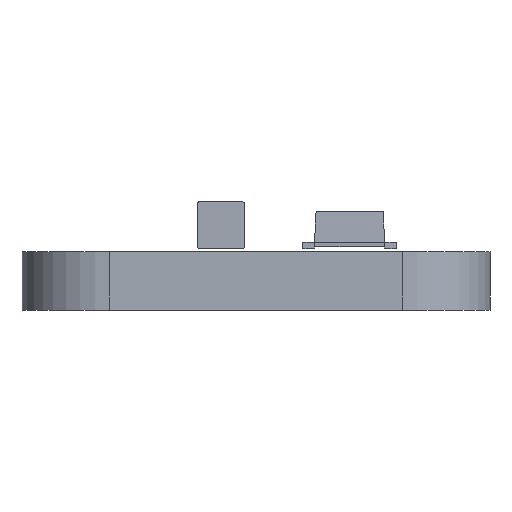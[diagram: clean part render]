
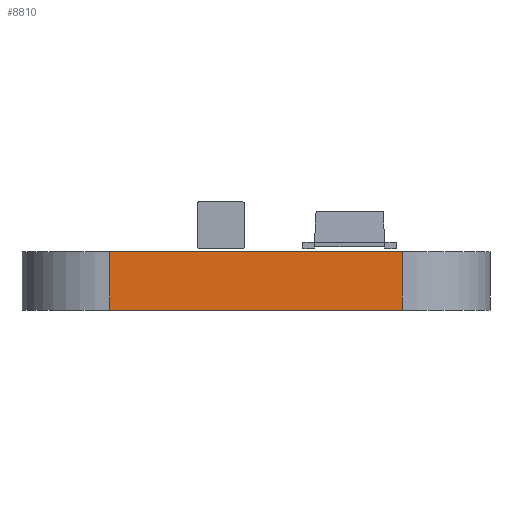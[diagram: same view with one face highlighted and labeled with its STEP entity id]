
A CAD part, left-side view. The second image highlights one B-rep face of the part: STEP entity #8810.
In plain terms, the highlighted planar face has unit normal (-1, 0, 0).
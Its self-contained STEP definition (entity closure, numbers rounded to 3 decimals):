
#7967 = PLANE('',#7968);
#7968 = AXIS2_PLACEMENT_3D('',#7969,#7970,#7971);
#7969 = CARTESIAN_POINT('',(6.5,4.,1.));
#7970 = DIRECTION('',(0.,0.,1.));
#7971 = DIRECTION('',(1.,0.,0.));
#8022 = PLANE('',#8023);
#8023 = AXIS2_PLACEMENT_3D('',#8024,#8025,#8026);
#8024 = CARTESIAN_POINT('',(6.5,4.,0.));
#8025 = DIRECTION('',(0.,0.,1.));
#8026 = DIRECTION('',(1.,0.,0.));
#8153 = CYLINDRICAL_SURFACE('',#8154,1.5);
#8154 = AXIS2_PLACEMENT_3D('',#8155,#8156,#8157);
#8155 = CARTESIAN_POINT('',(1.5,6.5,0.));
#8156 = DIRECTION('',(0.,0.,-1.));
#8157 = DIRECTION('',(1.,0.,0.));
#8192 = VERTEX_POINT('',#8193);
#8193 = CARTESIAN_POINT('',(0.,6.5,0.));
#8215 = EDGE_CURVE('',#8192,#8216,#8218,.T.);
#8216 = VERTEX_POINT('',#8217);
#8217 = CARTESIAN_POINT('',(0.,1.5,0.));
#8218 = SURFACE_CURVE('',#8219,(#8223,#8230),.PCURVE_S1.);
#8219 = LINE('',#8220,#8221);
#8220 = CARTESIAN_POINT('',(0.,6.5,0.));
#8221 = VECTOR('',#8222,1.);
#8222 = DIRECTION('',(0.,-1.,0.));
#8223 = PCURVE('',#8022,#8224);
#8224 = DEFINITIONAL_REPRESENTATION('',(#8225),#8229);
#8225 = LINE('',#8226,#8227);
#8226 = CARTESIAN_POINT('',(-6.5,2.5));
#8227 = VECTOR('',#8228,1.);
#8228 = DIRECTION('',(0.,-1.));
#8229 = ( GEOMETRIC_REPRESENTATION_CONTEXT(2) 
PARAMETRIC_REPRESENTATION_CONTEXT() REPRESENTATION_CONTEXT('2D SPACE',''
  ) );
#8230 = PCURVE('',#8231,#8236);
#8231 = PLANE('',#8232);
#8232 = AXIS2_PLACEMENT_3D('',#8233,#8234,#8235);
#8233 = CARTESIAN_POINT('',(0.,6.5,0.));
#8234 = DIRECTION('',(1.,0.,0.));
#8235 = DIRECTION('',(0.,-1.,0.));
#8236 = DEFINITIONAL_REPRESENTATION('',(#8237),#8241);
#8237 = LINE('',#8238,#8239);
#8238 = CARTESIAN_POINT('',(0.,0.));
#8239 = VECTOR('',#8240,1.);
#8240 = DIRECTION('',(1.,0.));
#8241 = ( GEOMETRIC_REPRESENTATION_CONTEXT(2) 
PARAMETRIC_REPRESENTATION_CONTEXT() REPRESENTATION_CONTEXT('2D SPACE',''
  ) );
#8260 = CYLINDRICAL_SURFACE('',#8261,1.5);
#8261 = AXIS2_PLACEMENT_3D('',#8262,#8263,#8264);
#8262 = CARTESIAN_POINT('',(1.5,1.5,0.));
#8263 = DIRECTION('',(0.,0.,-1.));
#8264 = DIRECTION('',(1.,0.,0.));
#8484 = VERTEX_POINT('',#8485);
#8485 = CARTESIAN_POINT('',(0.,6.5,1.));
#8507 = EDGE_CURVE('',#8484,#8508,#8510,.T.);
#8508 = VERTEX_POINT('',#8509);
#8509 = CARTESIAN_POINT('',(0.,1.5,1.));
#8510 = SURFACE_CURVE('',#8511,(#8515,#8522),.PCURVE_S1.);
#8511 = LINE('',#8512,#8513);
#8512 = CARTESIAN_POINT('',(0.,6.5,1.));
#8513 = VECTOR('',#8514,1.);
#8514 = DIRECTION('',(0.,-1.,0.));
#8515 = PCURVE('',#7967,#8516);
#8516 = DEFINITIONAL_REPRESENTATION('',(#8517),#8521);
#8517 = LINE('',#8518,#8519);
#8518 = CARTESIAN_POINT('',(-6.5,2.5));
#8519 = VECTOR('',#8520,1.);
#8520 = DIRECTION('',(0.,-1.));
#8521 = ( GEOMETRIC_REPRESENTATION_CONTEXT(2) 
PARAMETRIC_REPRESENTATION_CONTEXT() REPRESENTATION_CONTEXT('2D SPACE',''
  ) );
#8522 = PCURVE('',#8231,#8523);
#8523 = DEFINITIONAL_REPRESENTATION('',(#8524),#8528);
#8524 = LINE('',#8525,#8526);
#8525 = CARTESIAN_POINT('',(0.,-1.));
#8526 = VECTOR('',#8527,1.);
#8527 = DIRECTION('',(1.,0.));
#8528 = ( GEOMETRIC_REPRESENTATION_CONTEXT(2) 
PARAMETRIC_REPRESENTATION_CONTEXT() REPRESENTATION_CONTEXT('2D SPACE',''
  ) );
#8762 = EDGE_CURVE('',#8192,#8484,#8763,.T.);
#8763 = SURFACE_CURVE('',#8764,(#8768,#8775),.PCURVE_S1.);
#8764 = LINE('',#8765,#8766);
#8765 = CARTESIAN_POINT('',(0.,6.5,0.));
#8766 = VECTOR('',#8767,1.);
#8767 = DIRECTION('',(0.,0.,1.));
#8768 = PCURVE('',#8153,#8769);
#8769 = DEFINITIONAL_REPRESENTATION('',(#8770),#8774);
#8770 = LINE('',#8771,#8772);
#8771 = CARTESIAN_POINT('',(-3.142,0.));
#8772 = VECTOR('',#8773,1.);
#8773 = DIRECTION('',(0.,-1.));
#8774 = ( GEOMETRIC_REPRESENTATION_CONTEXT(2) 
PARAMETRIC_REPRESENTATION_CONTEXT() REPRESENTATION_CONTEXT('2D SPACE',''
  ) );
#8775 = PCURVE('',#8231,#8776);
#8776 = DEFINITIONAL_REPRESENTATION('',(#8777),#8781);
#8777 = LINE('',#8778,#8779);
#8778 = CARTESIAN_POINT('',(0.,0.));
#8779 = VECTOR('',#8780,1.);
#8780 = DIRECTION('',(0.,-1.));
#8781 = ( GEOMETRIC_REPRESENTATION_CONTEXT(2) 
PARAMETRIC_REPRESENTATION_CONTEXT() REPRESENTATION_CONTEXT('2D SPACE',''
  ) );
#8810 = ADVANCED_FACE('',(#8811),#8231,.F.);
#8811 = FACE_BOUND('',#8812,.F.);
#8812 = EDGE_LOOP('',(#8813,#8814,#8815,#8836));
#8813 = ORIENTED_EDGE('',*,*,#8762,.T.);
#8814 = ORIENTED_EDGE('',*,*,#8507,.T.);
#8815 = ORIENTED_EDGE('',*,*,#8816,.F.);
#8816 = EDGE_CURVE('',#8216,#8508,#8817,.T.);
#8817 = SURFACE_CURVE('',#8818,(#8822,#8829),.PCURVE_S1.);
#8818 = LINE('',#8819,#8820);
#8819 = CARTESIAN_POINT('',(0.,1.5,0.));
#8820 = VECTOR('',#8821,1.);
#8821 = DIRECTION('',(0.,0.,1.));
#8822 = PCURVE('',#8231,#8823);
#8823 = DEFINITIONAL_REPRESENTATION('',(#8824),#8828);
#8824 = LINE('',#8825,#8826);
#8825 = CARTESIAN_POINT('',(5.,0.));
#8826 = VECTOR('',#8827,1.);
#8827 = DIRECTION('',(0.,-1.));
#8828 = ( GEOMETRIC_REPRESENTATION_CONTEXT(2) 
PARAMETRIC_REPRESENTATION_CONTEXT() REPRESENTATION_CONTEXT('2D SPACE',''
  ) );
#8829 = PCURVE('',#8260,#8830);
#8830 = DEFINITIONAL_REPRESENTATION('',(#8831),#8835);
#8831 = LINE('',#8832,#8833);
#8832 = CARTESIAN_POINT('',(-3.142,0.));
#8833 = VECTOR('',#8834,1.);
#8834 = DIRECTION('',(0.,-1.));
#8835 = ( GEOMETRIC_REPRESENTATION_CONTEXT(2) 
PARAMETRIC_REPRESENTATION_CONTEXT() REPRESENTATION_CONTEXT('2D SPACE',''
  ) );
#8836 = ORIENTED_EDGE('',*,*,#8215,.F.);
